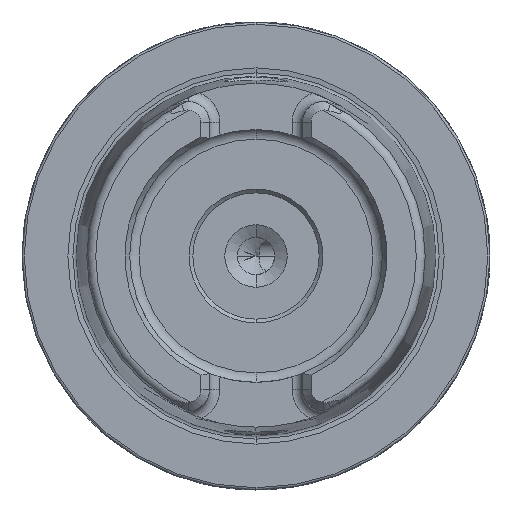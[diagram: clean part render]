
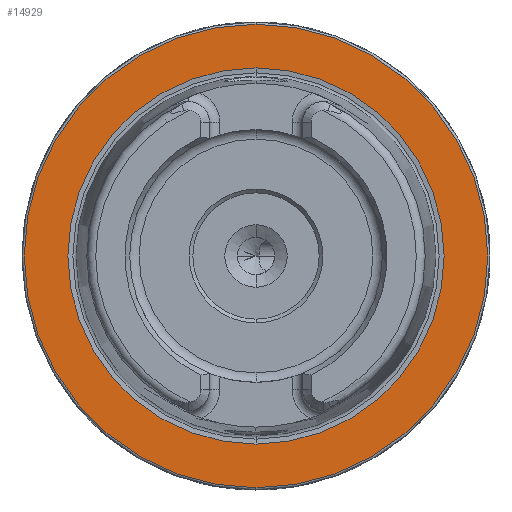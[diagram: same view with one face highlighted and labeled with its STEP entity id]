
A CAD part, left-side view. The second image highlights one B-rep face of the part: STEP entity #14929.
In plain terms, the highlighted planar face has unit normal (-1, 0, 0).
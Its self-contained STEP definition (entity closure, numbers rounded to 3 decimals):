
#91 = DIRECTION ( 'NONE',  ( -1., 0., 0. ) ) ;
#145 = CIRCLE ( 'NONE', #1327, 31.2 ) ;
#508 = AXIS2_PLACEMENT_3D ( 'NONE', #3467, #4868, #3413 ) ;
#800 = ORIENTED_EDGE ( 'NONE', *, *, #15864, .T. ) ;
#1026 = AXIS2_PLACEMENT_3D ( 'NONE', #9596, #16626, #15007 ) ;
#1049 = FACE_BOUND ( 'NONE', #14300, .T. ) ;
#1327 = AXIS2_PLACEMENT_3D ( 'NONE', #15830, #1747, #6074 ) ;
#1496 = DIRECTION ( 'NONE',  ( 0., 0., 1. ) ) ;
#1747 = DIRECTION ( 'NONE',  ( -1., 0., 0. ) ) ;
#1994 = ORIENTED_EDGE ( 'NONE', *, *, #5158, .F. ) ;
#2885 = CARTESIAN_POINT ( 'NONE',  ( 0., 0., 0. ) ) ;
#3278 = CIRCLE ( 'NONE', #6268, 25.324 ) ;
#3413 = DIRECTION ( 'NONE',  ( 0., 0., 1. ) ) ;
#3467 = CARTESIAN_POINT ( 'NONE',  ( 0., 0., 0. ) ) ;
#3690 = CIRCLE ( 'NONE', #1026, 25.324 ) ;
#3860 = ORIENTED_EDGE ( 'NONE', *, *, #12929, .F. ) ;
#4868 = DIRECTION ( 'NONE',  ( -1., 0., 0. ) ) ;
#5158 = EDGE_CURVE ( 'NONE', #16724, #14109, #3278, .T. ) ;
#5296 = ORIENTED_EDGE ( 'NONE', *, *, #10675, .T. ) ;
#6067 = CARTESIAN_POINT ( 'NONE',  ( 0., 31.2, 0. ) ) ;
#6074 = DIRECTION ( 'NONE',  ( 0., 0., 1. ) ) ;
#6268 = AXIS2_PLACEMENT_3D ( 'NONE', #2885, #91, #1496 ) ;
#6305 = CIRCLE ( 'NONE', #508, 31.2 ) ;
#6313 = CARTESIAN_POINT ( 'NONE',  ( 0., 0., -25.324 ) ) ;
#7745 = FACE_OUTER_BOUND ( 'NONE', #17153, .T. ) ;
#8505 = CARTESIAN_POINT ( 'NONE',  ( 0., 0., 25.324 ) ) ;
#9596 = CARTESIAN_POINT ( 'NONE',  ( 0., 0., 0. ) ) ;
#9752 = CARTESIAN_POINT ( 'NONE',  ( 0., 0., -31.2 ) ) ;
#10675 = EDGE_CURVE ( 'NONE', #14721, #12263, #145, .T. ) ;
#10780 = CARTESIAN_POINT ( 'NONE',  ( 0., 0., 31.2 ) ) ;
#11982 = DIRECTION ( 'NONE',  ( 1., 0., 0. ) ) ;
#12263 = VERTEX_POINT ( 'NONE', #10780 ) ;
#12929 = EDGE_CURVE ( 'NONE', #14109, #16724, #3690, .T. ) ;
#13101 = AXIS2_PLACEMENT_3D ( 'NONE', #6067, #11982, #16255 ) ;
#14109 = VERTEX_POINT ( 'NONE', #8505 ) ;
#14300 = EDGE_LOOP ( 'NONE', ( #3860, #1994 ) ) ;
#14530 = PLANE ( 'NONE',  #13101 ) ;
#14721 = VERTEX_POINT ( 'NONE', #9752 ) ;
#14929 = ADVANCED_FACE ( 'NONE', ( #1049, #7745 ), #14530, .F. ) ;
#15007 = DIRECTION ( 'NONE',  ( 0., 0., 1. ) ) ;
#15830 = CARTESIAN_POINT ( 'NONE',  ( 0., 0., 0. ) ) ;
#15864 = EDGE_CURVE ( 'NONE', #12263, #14721, #6305, .T. ) ;
#16255 = DIRECTION ( 'NONE',  ( 0., 0., -1. ) ) ;
#16626 = DIRECTION ( 'NONE',  ( -1., 0., 0. ) ) ;
#16724 = VERTEX_POINT ( 'NONE', #6313 ) ;
#17153 = EDGE_LOOP ( 'NONE', ( #800, #5296 ) ) ;
